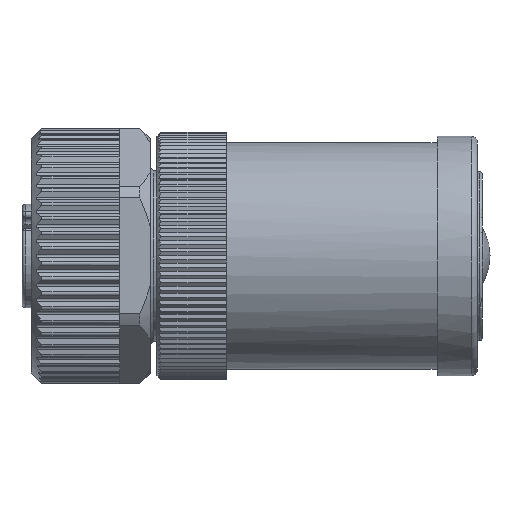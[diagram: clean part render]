
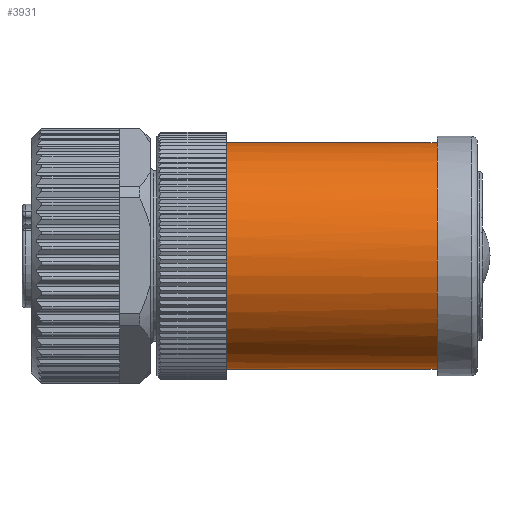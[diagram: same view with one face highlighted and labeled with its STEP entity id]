
A CAD part, top view. The second image highlights one B-rep face of the part: STEP entity #3931.
In plain terms, the highlighted cylindrical face has radius 9 mm (diameter 18 mm), a full revolution.
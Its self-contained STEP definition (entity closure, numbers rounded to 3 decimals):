
#58=(
BOUNDED_CURVE()
B_SPLINE_CURVE(2,(#19292,#19293,#19294,#19295,#19296,#19297,#19298,#19299,
#19300),.UNSPECIFIED.,.F.,.F.)
B_SPLINE_CURVE_WITH_KNOTS((3,2,2,2,3),(0.,0.25,0.5,0.75,1.),
 .UNSPECIFIED.)
CURVE()
GEOMETRIC_REPRESENTATION_ITEM()
RATIONAL_B_SPLINE_CURVE((1.,0.792,1.,0.792,1.,0.792,
1.,0.792,1.))
REPRESENTATION_ITEM('')
);
#333=B_SPLINE_CURVE_WITH_KNOTS('',3,(#19312,#19313,#19314,#19315,#19316,
#19317,#19318,#19319,#19320,#19321,#19322,#19323,#19324,#19325,#19326,#19327,
#19328,#19329,#19330,#19331,#19332,#19333),.UNSPECIFIED.,.F.,.F.,(4,2,2,
2,2,2,2,2,2,2,4),(0.,0.125,0.188,0.25,0.375,0.5,0.625,0.75,0.813,0.875,
1.),.UNSPECIFIED.);
#3931=ADVANCED_FACE('F238',(#4540,#4541),#4375,.T.);
#4375=CYLINDRICAL_SURFACE('',#12369,9.);
#4540=FACE_BOUND('',#4896,.T.);
#4541=FACE_BOUND('',#4897,.T.);
#4896=EDGE_LOOP('',(#6915));
#4897=EDGE_LOOP('',(#6916,#6917));
#6915=ORIENTED_EDGE('',*,*,#10761,.F.);
#6916=ORIENTED_EDGE('',*,*,#10760,.F.);
#6917=ORIENTED_EDGE('',*,*,#10757,.F.);
#9300=VERTEX_POINT('',#19301);
#9301=VERTEX_POINT('',#19302);
#9302=VERTEX_POINT('',#19353);
#10757=EDGE_CURVE('E692',#9300,#9301,#58,.T.);
#10760=EDGE_CURVE('E691',#9301,#9300,#333,.T.);
#10761=EDGE_CURVE('E695',#9302,#9302,#11861,.T.);
#11861=CIRCLE('',#12368,9.);
#12368=AXIS2_PLACEMENT_3D('',#19352,#14078,#14079);
#12369=AXIS2_PLACEMENT_3D('',#19354,#14080,#14081);
#14078=DIRECTION('',(-1.,0.,0.));
#14079=DIRECTION('',(0.,0.,1.));
#14080=DIRECTION('',(1.,0.,0.));
#14081=DIRECTION('',(0.,0.,-1.));
#19292=CARTESIAN_POINT('',(18.8,4.417,-7.842));
#19293=CARTESIAN_POINT('',(18.8,10.467,-4.434));
#19294=CARTESIAN_POINT('',(18.8,8.706,2.283));
#19295=CARTESIAN_POINT('',(18.8,6.944,9.));
#19296=CARTESIAN_POINT('',(18.8,0.,9.));
#19297=CARTESIAN_POINT('',(18.8,-6.944,9.));
#19298=CARTESIAN_POINT('',(18.8,-8.706,2.283));
#19299=CARTESIAN_POINT('',(18.8,-10.467,-4.434));
#19300=CARTESIAN_POINT('',(18.8,-4.417,-7.842));
#19301=CARTESIAN_POINT('',(18.8,4.417,-7.842));
#19302=CARTESIAN_POINT('',(18.8,-4.417,-7.842));
#19312=CARTESIAN_POINT('',(18.8,-4.417,-7.842));
#19313=CARTESIAN_POINT('',(17.905,-5.685,-7.128));
#19314=CARTESIAN_POINT('',(16.742,-6.59,-6.193));
#19315=CARTESIAN_POINT('',(14.572,-7.398,-5.145));
#19316=CARTESIAN_POINT('',(13.742,-7.568,-4.871));
#19317=CARTESIAN_POINT('',(12.053,-7.591,-4.834));
#19318=CARTESIAN_POINT('',(11.22,-7.445,-5.074));
#19319=CARTESIAN_POINT('',(8.999,-6.682,-6.088));
#19320=CARTESIAN_POINT('',(7.818,-5.791,-7.034));
#19321=CARTESIAN_POINT('',(6.001,-3.346,-8.475));
#19322=CARTESIAN_POINT('',(5.401,-1.718,-8.999));
#19323=CARTESIAN_POINT('',(5.399,1.707,-9.001));
#19324=CARTESIAN_POINT('',(5.997,3.338,-8.478));
#19325=CARTESIAN_POINT('',(7.813,5.786,-7.038));
#19326=CARTESIAN_POINT('',(9.001,6.682,-6.088));
#19327=CARTESIAN_POINT('',(11.215,7.444,-5.076));
#19328=CARTESIAN_POINT('',(12.043,7.592,-4.834));
#19329=CARTESIAN_POINT('',(13.756,7.568,-4.872));
#19330=CARTESIAN_POINT('',(14.572,7.397,-5.145));
#19331=CARTESIAN_POINT('',(16.735,6.593,-6.189));
#19332=CARTESIAN_POINT('',(17.907,5.683,-7.129));
#19333=CARTESIAN_POINT('',(18.8,4.417,-7.842));
#19352=CARTESIAN_POINT('',(2.1,0.,0.));
#19353=CARTESIAN_POINT('',(2.1,0.,9.));
#19354=CARTESIAN_POINT('',(0.,0.,0.));
